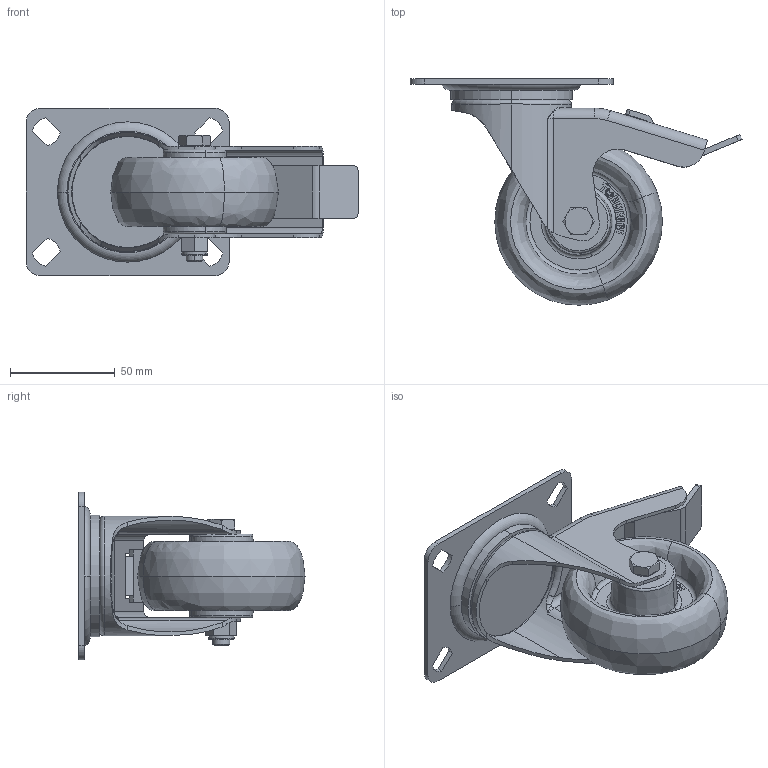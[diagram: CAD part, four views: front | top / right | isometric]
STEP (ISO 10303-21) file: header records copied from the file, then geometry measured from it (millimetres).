
FILE_DESCRIPTION (( 'STEP AP214' ), '1' );
FILE_NAME ('0023398.step', '2022-10-07T09:01:11', ( '' ), ( '' ), 'SwSTEP 2.0', 'SolidWorks 2020', '' );
FILE_SCHEMA (( 'AUTOMOTIVE_DESIGN' ));
Length unit declared in the file: millimetre
Products named in the file (1): 0023398
Bounding box: 158.5 x 108 x 80 mm (x, y, z)
Volume: 176170.7 mm3; surface area: 72446.8 mm2
Topology: 5 solids, 5 shells, 380 faces, 966 edges, 615 vertices
Faces by surface type: plane 192, cylinder 71, bspline 57, torus 46, cone 14
Entity records: 17931 total; most frequent: CARTESIAN_POINT 4761, ORIENTED_EDGE 1924, DIRECTION 1735, EDGE_CURVE 962, VERTEX_POINT 615, AXIS2_PLACEMENT_3D 593, VECTOR 549, LINE 549
